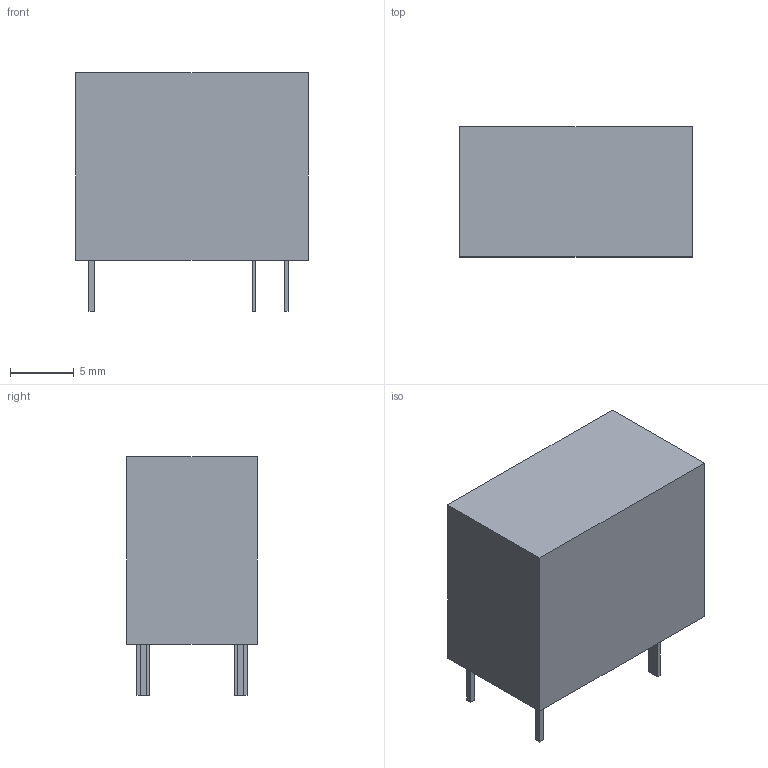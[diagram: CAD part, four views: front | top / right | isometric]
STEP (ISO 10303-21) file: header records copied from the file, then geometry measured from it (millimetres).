
FILE_DESCRIPTION(('FreeCAD Model'),'2;1');
FILE_NAME('RELAIS-TE-OJ.step','2017-09-09T19:24:39' ,('kicad StepUp'),('ksu MCAD'),'Open CASCADE STEP processor 6.8', 'FreeCAD','Unknown');
FILE_SCHEMA(('AUTOMOTIVE_DESIGN_CC2 { 1 2 10303 214 -1 1 5 4 }'));
Length unit declared in the file: millimetre
Products named in the file (2): ASSEMBLY; RELAIS-TE-OJ
Assembly tree (1 placements, depth 2):
  ASSEMBLY
    RELAIS-TE-OJ
Bounding box: 18.2 x 10.2 x 18.7 mm (x, y, z)
Volume: 2732.9 mm3; surface area: 1241.4 mm2
Topology: 1 solids, 1 shells, 26 faces, 60 edges, 40 vertices
Faces by surface type: plane 26
Entity records: 937 total; most frequent: CARTESIAN_POINT 128, ORIENTED_EDGE 120, DIRECTION 116, EDGE_CURVE 60, LINE 60, VECTOR 60, VERTEX_POINT 40, FACE_BOUND 30
